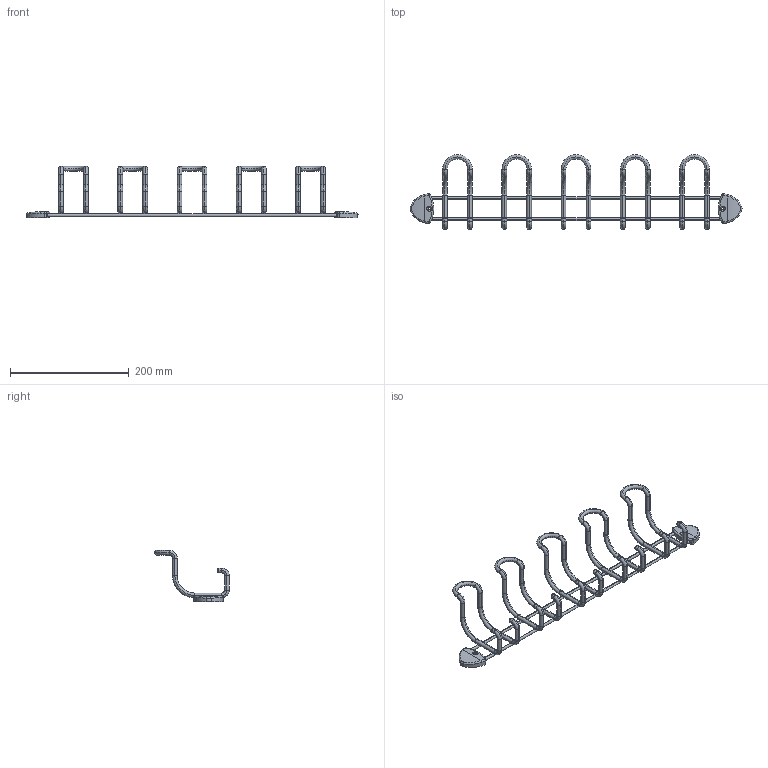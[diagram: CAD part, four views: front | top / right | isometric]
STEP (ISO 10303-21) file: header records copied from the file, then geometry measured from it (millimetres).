
FILE_DESCRIPTION(('Creo Elements/Direct Modeling STEP Export'),'2;1');
FILE_NAME('1464-560.stp','2017-09-18T14:39:10',(''),(''),'Creo Elements/Direct Modeling STEP processor for AP214 (Solid Model)','Creo Elements/Direct Modeling 20.0 12-Nov-2016 (C) Parametric Technology GmbH','');
FILE_SCHEMA(('AUTOMOTIVE_DESIGN { 1 0 10303 214 1 1 1 1 }'));
Length unit declared in the file: millimetre
Products named in the file (7): Garderobe.3; Garderobe.2; Garderobe; Garderobe.2.1; Garderobe.2.1.1; Garderobe.2.1.1.1; 1464-560
Assembly tree (6 placements, depth 2):
  1464-560
    Garderobe.2.1.1.1
    Garderobe.2.1.1
    Garderobe.2.1
    Garderobe
    Garderobe.2
    Garderobe.3
Bounding box: 560 x 126 x 86.5 mm (x, y, z)
Volume: 164026.9 mm3; surface area: 83609.1 mm2
Topology: 6 solids, 6 shells, 432 faces, 888 edges, 474 vertices
Faces by surface type: torus 204, cylinder 194, plane 18, bspline 12, cone 4
Entity records: 18063 total; most frequent: CARTESIAN_POINT 8658, DIRECTION 2262, ORIENTED_EDGE 1776, AXIS2_PLACEMENT_3D 1032, EDGE_CURVE 888, CIRCLE 606, VERTEX_POINT 474, EDGE_LOOP 444
